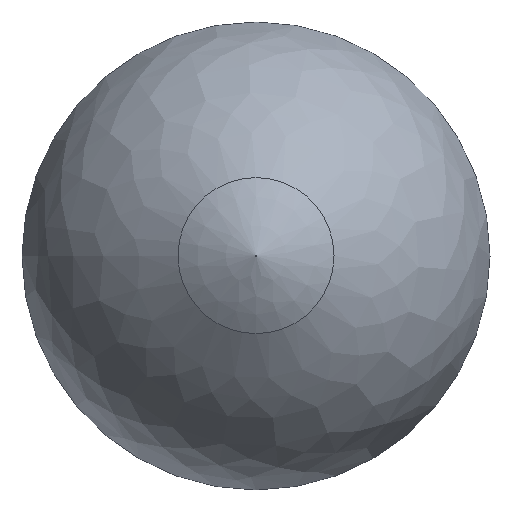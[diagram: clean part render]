
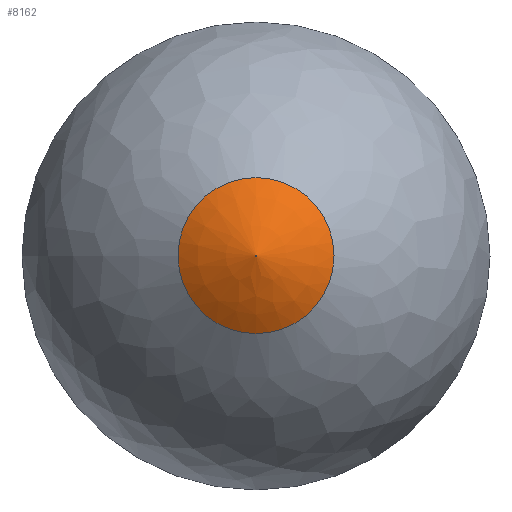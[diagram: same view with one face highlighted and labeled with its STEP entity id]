
A CAD part, top view. The second image highlights one B-rep face of the part: STEP entity #8162.
In plain terms, the highlighted face is a revolution surface.
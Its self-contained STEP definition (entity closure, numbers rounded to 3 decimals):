
#8162=ADVANCED_FACE('',(#15227,#15229),#15231,.F.);
#15227=FACE_OUTER_BOUND('',#15228,.T.);
#15228=EDGE_LOOP('',(#19571));
#15229=FACE_BOUND('',#15230,.T.);
#15230=EDGE_LOOP('',(#19572,#19573));
#15231=SURFACE_OF_REVOLUTION('',#15232,#15233);
#15232=B_SPLINE_CURVE_WITH_KNOTS('',3,
(#19574,#19575,#19576,#19577,#19578),
.UNSPECIFIED.,.F.,.F.,
(4,1,4),
(0.,0.637,1.),
.UNSPECIFIED.);
#15233=AXIS1_PLACEMENT('',#15234,#15235);
#15234=CARTESIAN_POINT('',(0.,0.,5.));
#15235=DIRECTION('',(0.,0.,1.));
#19571=ORIENTED_EDGE('',*,*,#21745,.F.);
#19572=ORIENTED_EDGE('',*,*,#21744,.T.);
#19573=ORIENTED_EDGE('',*,*,#21743,.T.);
#19574=CARTESIAN_POINT('',(0.,-0.076,35.));
#19575=CARTESIAN_POINT('',(0.,-2.488,34.171));
#19576=CARTESIAN_POINT('',(0.,-6.318,32.854));
#19577=CARTESIAN_POINT('',(0.,-9.779,30.805));
#19578=CARTESIAN_POINT('',(0.,-11.,30.));
#21743=EDGE_CURVE('',#25352,#25353,#25354,.F.);
#21744=EDGE_CURVE('',#25353,#25352,#25355,.F.);
#21745=EDGE_CURVE('',#25356,#25356,#25357,.T.);
#25352=VERTEX_POINT('',#33305);
#25353=VERTEX_POINT('',#33306);
#25354=CIRCLE('',#33307,11.);
#25355=CIRCLE('',#33311,11.);
#25356=VERTEX_POINT('',#33315);
#25357=CIRCLE('',#33316,0.076);
#33305=CARTESIAN_POINT('',(-11.,0.,30.));
#33306=CARTESIAN_POINT('',(0.,-11.,30.));
#33307=AXIS2_PLACEMENT_3D('',#33308,#33309,#33310);
#33308=CARTESIAN_POINT('',(0.,0.,30.));
#33309=DIRECTION('',(0.,0.,-1.));
#33310=DIRECTION('',(0.,-1.,0.));
#33311=AXIS2_PLACEMENT_3D('',#33312,#33313,#33314);
#33312=CARTESIAN_POINT('',(0.,0.,30.));
#33313=DIRECTION('',(0.,0.,-1.));
#33314=DIRECTION('',(-1.,0.,0.));
#33315=CARTESIAN_POINT('',(0.,-0.076,35.));
#33316=AXIS2_PLACEMENT_3D('',#33317,#33318,#33319);
#33317=CARTESIAN_POINT('',(0.,0.,35.));
#33318=DIRECTION('',(0.,0.,1.));
#33319=DIRECTION('',(0.,-1.,0.));
